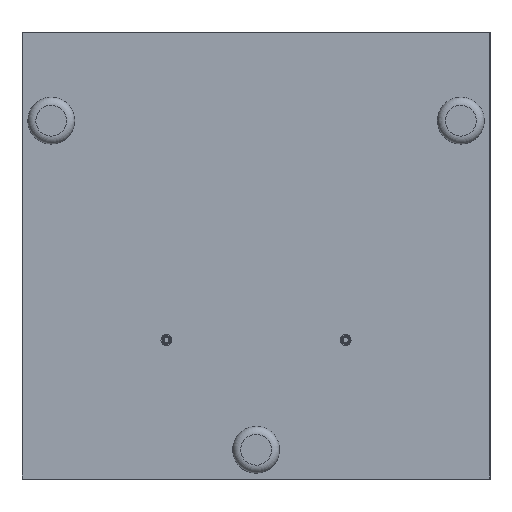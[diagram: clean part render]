
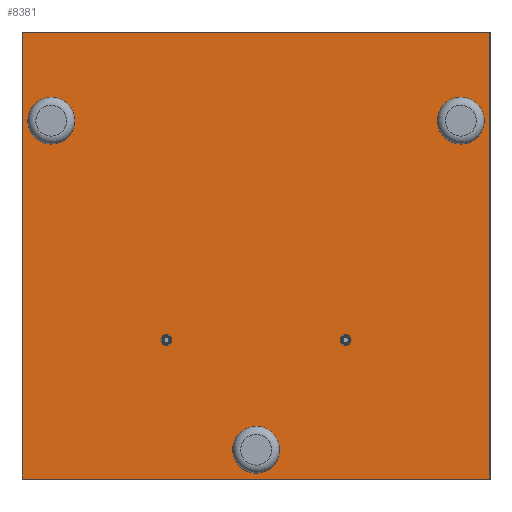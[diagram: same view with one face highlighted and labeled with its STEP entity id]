
A CAD part, top view. The second image highlights one B-rep face of the part: STEP entity #8381.
In plain terms, the highlighted planar face has unit normal (0, 0, 1).
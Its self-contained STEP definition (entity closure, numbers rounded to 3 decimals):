
#8072 = VERTEX_POINT('',#8073);
#8073 = CARTESIAN_POINT('',(0.,0.,1.594));
#8079 = EDGE_CURVE('',#8072,#8080,#8082,.T.);
#8080 = VERTEX_POINT('',#8081);
#8081 = CARTESIAN_POINT('',(64.,0.,1.594));
#8082 = LINE('',#8083,#8084);
#8083 = CARTESIAN_POINT('',(0.,0.,1.594));
#8084 = VECTOR('',#8085,1.);
#8085 = DIRECTION('',(1.,0.,0.));
#8110 = EDGE_CURVE('',#8080,#8111,#8113,.T.);
#8111 = VERTEX_POINT('',#8112);
#8112 = CARTESIAN_POINT('',(64.,61.,1.594));
#8113 = LINE('',#8114,#8115);
#8114 = CARTESIAN_POINT('',(64.,0.,1.594));
#8115 = VECTOR('',#8116,1.);
#8116 = DIRECTION('',(0.,1.,0.));
#8141 = EDGE_CURVE('',#8111,#8142,#8144,.T.);
#8142 = VERTEX_POINT('',#8143);
#8143 = CARTESIAN_POINT('',(0.,61.,1.594));
#8144 = LINE('',#8145,#8146);
#8145 = CARTESIAN_POINT('',(64.,61.,1.594));
#8146 = VECTOR('',#8147,1.);
#8147 = DIRECTION('',(-1.,0.,0.));
#8172 = EDGE_CURVE('',#8142,#8072,#8173,.T.);
#8173 = LINE('',#8174,#8175);
#8174 = CARTESIAN_POINT('',(0.,61.,1.594));
#8175 = VECTOR('',#8176,1.);
#8176 = DIRECTION('',(0.,-1.,0.));
#8203 = VERTEX_POINT('',#8204);
#8204 = CARTESIAN_POINT('',(20.5,19.,1.594));
#8210 = EDGE_CURVE('',#8203,#8203,#8211,.T.);
#8211 = CIRCLE('',#8212,0.75);
#8212 = AXIS2_PLACEMENT_3D('',#8213,#8214,#8215);
#8213 = CARTESIAN_POINT('',(19.75,19.,1.594));
#8214 = DIRECTION('',(0.,0.,1.));
#8215 = DIRECTION('',(1.,0.,0.));
#8236 = VERTEX_POINT('',#8237);
#8237 = CARTESIAN_POINT('',(5.83,49.,1.594));
#8243 = EDGE_CURVE('',#8236,#8236,#8244,.T.);
#8244 = CIRCLE('',#8245,1.83);
#8245 = AXIS2_PLACEMENT_3D('',#8246,#8247,#8248);
#8246 = CARTESIAN_POINT('',(4.,49.,1.594));
#8247 = DIRECTION('',(0.,0.,1.));
#8248 = DIRECTION('',(1.,0.,0.));
#8269 = VERTEX_POINT('',#8270);
#8270 = CARTESIAN_POINT('',(33.83,4.,1.594));
#8276 = EDGE_CURVE('',#8269,#8269,#8277,.T.);
#8277 = CIRCLE('',#8278,1.83);
#8278 = AXIS2_PLACEMENT_3D('',#8279,#8280,#8281);
#8279 = CARTESIAN_POINT('',(32.,4.,1.594));
#8280 = DIRECTION('',(0.,0.,1.));
#8281 = DIRECTION('',(1.,0.,0.));
#8302 = VERTEX_POINT('',#8303);
#8303 = CARTESIAN_POINT('',(45.,19.,1.594));
#8309 = EDGE_CURVE('',#8302,#8302,#8310,.T.);
#8310 = CIRCLE('',#8311,0.75);
#8311 = AXIS2_PLACEMENT_3D('',#8312,#8313,#8314);
#8312 = CARTESIAN_POINT('',(44.25,19.,1.594));
#8313 = DIRECTION('',(0.,0.,1.));
#8314 = DIRECTION('',(1.,0.,0.));
#8335 = VERTEX_POINT('',#8336);
#8336 = CARTESIAN_POINT('',(61.83,49.,1.594));
#8342 = EDGE_CURVE('',#8335,#8335,#8343,.T.);
#8343 = CIRCLE('',#8344,1.83);
#8344 = AXIS2_PLACEMENT_3D('',#8345,#8346,#8347);
#8345 = CARTESIAN_POINT('',(60.,49.,1.594));
#8346 = DIRECTION('',(0.,0.,1.));
#8347 = DIRECTION('',(1.,0.,0.));
#8381 = ADVANCED_FACE('',(#8382,#8388,#8391,#8394,#8397,#8400),#8403,.F.
  );
#8382 = FACE_BOUND('',#8383,.T.);
#8383 = EDGE_LOOP('',(#8384,#8385,#8386,#8387));
#8384 = ORIENTED_EDGE('',*,*,#8079,.T.);
#8385 = ORIENTED_EDGE('',*,*,#8110,.T.);
#8386 = ORIENTED_EDGE('',*,*,#8141,.T.);
#8387 = ORIENTED_EDGE('',*,*,#8172,.T.);
#8388 = FACE_BOUND('',#8389,.F.);
#8389 = EDGE_LOOP('',(#8390));
#8390 = ORIENTED_EDGE('',*,*,#8210,.T.);
#8391 = FACE_BOUND('',#8392,.F.);
#8392 = EDGE_LOOP('',(#8393));
#8393 = ORIENTED_EDGE('',*,*,#8243,.T.);
#8394 = FACE_BOUND('',#8395,.F.);
#8395 = EDGE_LOOP('',(#8396));
#8396 = ORIENTED_EDGE('',*,*,#8276,.T.);
#8397 = FACE_BOUND('',#8398,.F.);
#8398 = EDGE_LOOP('',(#8399));
#8399 = ORIENTED_EDGE('',*,*,#8309,.T.);
#8400 = FACE_BOUND('',#8401,.F.);
#8401 = EDGE_LOOP('',(#8402));
#8402 = ORIENTED_EDGE('',*,*,#8342,.T.);
#8403 = PLANE('',#8404);
#8404 = AXIS2_PLACEMENT_3D('',#8405,#8406,#8407);
#8405 = CARTESIAN_POINT('',(0.,0.,1.594));
#8406 = DIRECTION('',(0.,0.,-1.));
#8407 = DIRECTION('',(-1.,0.,0.));
